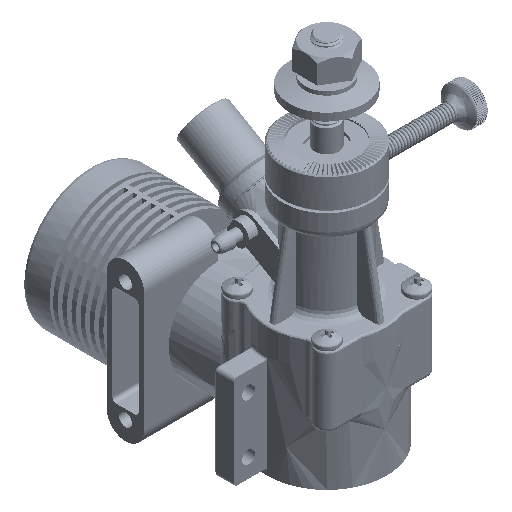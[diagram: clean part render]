
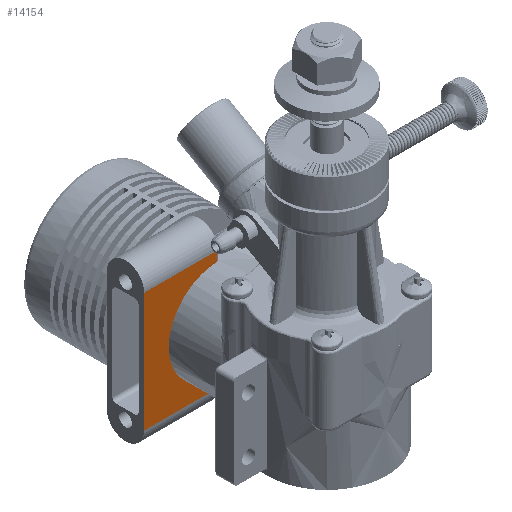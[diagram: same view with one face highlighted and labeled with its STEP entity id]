
A CAD part, isometric view. The second image highlights one B-rep face of the part: STEP entity #14154.
In plain terms, the highlighted free-form (B-spline) face has degree [1, 1] with [2, 2] control points.
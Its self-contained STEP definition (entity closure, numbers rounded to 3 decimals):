
#9612 = VERTEX_POINT('',#9613);
#9613 = CARTESIAN_POINT('',(-11.45,17.102,
    100.085));
#9637 = VERTEX_POINT('',#9638);
#9638 = CARTESIAN_POINT('',(-11.45,17.102,62.862
    ));
#9644 = EDGE_CURVE('',#9612,#9637,#9645,.T.);
#9645 = B_SPLINE_CURVE_WITH_KNOTS('',1,(#9646,#9647),.UNSPECIFIED.,.F.,
  .F.,(2,2),(0.,32.),.PIECEWISE_BEZIER_KNOTS.);
#9646 = CARTESIAN_POINT('',(-11.45,17.102,
    100.085));
#9647 = CARTESIAN_POINT('',(-11.45,17.102,62.862
    ));
#9740 = VERTEX_POINT('',#9741);
#9741 = CARTESIAN_POINT('',(11.233,17.102,62.862
    ));
#9747 = EDGE_CURVE('',#9637,#9740,#9748,.T.);
#9748 = B_SPLINE_CURVE_WITH_KNOTS('',1,(#9749,#9750),.UNSPECIFIED.,.F.,
  .F.,(2,2),(0.,19.5),.PIECEWISE_BEZIER_KNOTS.);
#9749 = CARTESIAN_POINT('',(-11.45,17.102,62.862
    ));
#9750 = CARTESIAN_POINT('',(11.233,17.102,62.862
    ));
#10076 = VERTEX_POINT('',#10077);
#10077 = CARTESIAN_POINT('',(11.233,17.102,
    97.049));
#10086 = EDGE_CURVE('',#10076,#10087,#10089,.T.);
#10087 = VERTEX_POINT('',#10088);
#10088 = CARTESIAN_POINT('',(11.233,17.102,
    65.897));
#10089 = ( BOUNDED_CURVE() B_SPLINE_CURVE(2,(#10090,#10091,#10092,#10093
,#10094),.UNSPECIFIED.,.F.,.F.) B_SPLINE_CURVE_WITH_KNOTS((3,2,3),(
    3.179,4.712,6.246),
.PIECEWISE_BEZIER_KNOTS.) CURVE() GEOMETRIC_REPRESENTATION_ITEM() 
RATIONAL_B_SPLINE_CURVE((1.,0.72,1.,0.72,1.)) 
REPRESENTATION_ITEM('') );
#10090 = CARTESIAN_POINT('',(11.233,17.102,
    97.049));
#10091 = CARTESIAN_POINT('',(-3.773,17.102,
    96.489));
#10092 = CARTESIAN_POINT('',(-3.773,17.102,
    81.473));
#10093 = CARTESIAN_POINT('',(-3.773,17.102,
    66.457));
#10094 = CARTESIAN_POINT('',(11.233,17.102,
    65.897));
#14074 = EDGE_CURVE('',#9612,#14075,#14077,.T.);
#14075 = VERTEX_POINT('',#14076);
#14076 = CARTESIAN_POINT('',(11.233,17.102,
    100.085));
#14077 = B_SPLINE_CURVE_WITH_KNOTS('',1,(#14078,#14079),.UNSPECIFIED.,
  .F.,.F.,(2,2),(0.,19.5),.PIECEWISE_BEZIER_KNOTS.);
#14078 = CARTESIAN_POINT('',(-11.45,17.102,
    100.085));
#14079 = CARTESIAN_POINT('',(11.233,17.102,
    100.085));
#14154 = ADVANCED_FACE('',(#14155),#14171,.T.);
#14155 = FACE_BOUND('',#14156,.T.);
#14156 = EDGE_LOOP('',(#14157,#14158,#14163,#14164,#14165,#14166));
#14157 = ORIENTED_EDGE('',*,*,#10086,.F.);
#14158 = ORIENTED_EDGE('',*,*,#14159,.T.);
#14159 = EDGE_CURVE('',#10076,#14075,#14160,.T.);
#14160 = B_SPLINE_CURVE_WITH_KNOTS('',1,(#14161,#14162),.UNSPECIFIED.,
  .F.,.F.,(2,2),(-2.609,0.),.PIECEWISE_BEZIER_KNOTS.);
#14161 = CARTESIAN_POINT('',(11.233,17.102,
    97.049));
#14162 = CARTESIAN_POINT('',(11.233,17.102,
    100.085));
#14163 = ORIENTED_EDGE('',*,*,#14074,.F.);
#14164 = ORIENTED_EDGE('',*,*,#9644,.T.);
#14165 = ORIENTED_EDGE('',*,*,#9747,.T.);
#14166 = ORIENTED_EDGE('',*,*,#14167,.T.);
#14167 = EDGE_CURVE('',#9740,#10087,#14168,.T.);
#14168 = B_SPLINE_CURVE_WITH_KNOTS('',1,(#14169,#14170),.UNSPECIFIED.,
  .F.,.F.,(2,2),(-32.,-29.391),.PIECEWISE_BEZIER_KNOTS.);
#14169 = CARTESIAN_POINT('',(11.233,17.102,
    62.862));
#14170 = CARTESIAN_POINT('',(11.233,17.102,
    65.897));
#14171 = B_SPLINE_SURFACE_WITH_KNOTS('',1,1,(
    (#14172,#14173)
    ,(#14174,#14175
    )),.UNSPECIFIED.,.F.,.F.,.F.,(2,2),(2,2),(0.,32.),(0.,19.5),
  .PIECEWISE_BEZIER_KNOTS.);
#14172 = CARTESIAN_POINT('',(-11.45,17.102,
    100.085));
#14173 = CARTESIAN_POINT('',(11.233,17.102,
    100.085));
#14174 = CARTESIAN_POINT('',(-11.45,17.102,
    62.862));
#14175 = CARTESIAN_POINT('',(11.233,17.102,
    62.862));
